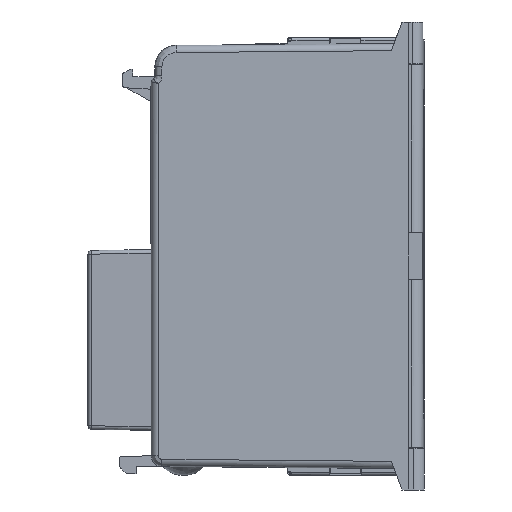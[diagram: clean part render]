
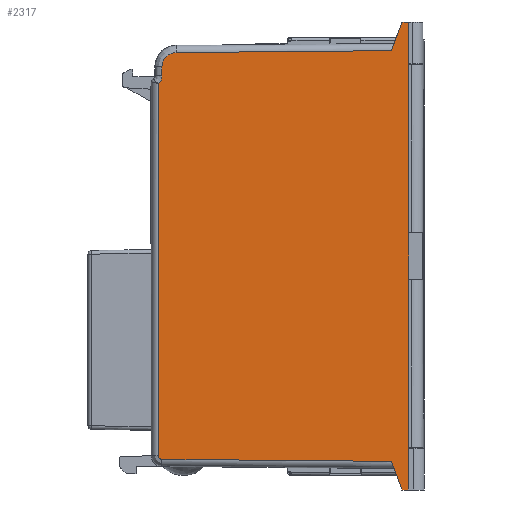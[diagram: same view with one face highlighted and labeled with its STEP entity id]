
A CAD part, left-side view. The second image highlights one B-rep face of the part: STEP entity #2317.
In plain terms, the highlighted planar face has unit normal (-1, 0.009, 0).
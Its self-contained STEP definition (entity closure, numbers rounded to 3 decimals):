
#177=B_SPLINE_CURVE_WITH_KNOTS('',3,(#40904,#40905,#40906,#40907,#40908,
#40909,#40910,#40911,#40912,#40913,#40914,#40915,#40916,#40917,#40918,#40919,
#40920,#40921),.UNSPECIFIED.,.F.,.F.,(4,2,2,2,2,2,2,2,4),(0.,0.125,0.25,
0.375,0.5,0.625,0.75,0.875,1.),.UNSPECIFIED.);
#187=B_SPLINE_CURVE_WITH_KNOTS('',3,(#41481,#41482,#41483,#41484,#41485,
#41486,#41487,#41488,#41489,#41490,#41491,#41492,#41493,#41494,#41495,#41496,
#41497,#41498,#41499,#41500),.UNSPECIFIED.,.F.,.F.,(4,2,2,2,2,2,2,2,2,4),
(0.,0.111,0.222,0.333,0.444,0.556,
0.667,0.778,0.889,1.),.UNSPECIFIED.);
#188=B_SPLINE_CURVE_WITH_KNOTS('',3,(#41504,#41505,#41506,#41507,#41508,
#41509,#41510,#41511,#41512,#41513,#41514,#41515),.UNSPECIFIED.,.F.,.F.,
(4,2,2,2,2,4),(0.,0.2,0.4,0.6,0.8,1.),.UNSPECIFIED.);
#2317=ADVANCED_FACE('',(#3874),#3067,.F.);
#3067=PLANE('',#26960);
#3874=FACE_OUTER_BOUND('',#4819,.T.);
#4819=EDGE_LOOP('',(#9192,#9193,#9194,#9195,#9196,#9197,#9198,#9199,#9200,
#9201,#9202,#9203,#9204,#9205));
#9192=ORIENTED_EDGE('',*,*,#17391,.F.);
#9193=ORIENTED_EDGE('',*,*,#17516,.T.);
#9194=ORIENTED_EDGE('',*,*,#17517,.F.);
#9195=ORIENTED_EDGE('',*,*,#17518,.T.);
#9196=ORIENTED_EDGE('',*,*,#17519,.F.);
#9197=ORIENTED_EDGE('',*,*,#17520,.T.);
#9198=ORIENTED_EDGE('',*,*,#17521,.T.);
#9199=ORIENTED_EDGE('',*,*,#17522,.F.);
#9200=ORIENTED_EDGE('',*,*,#17523,.F.);
#9201=ORIENTED_EDGE('',*,*,#17524,.F.);
#9202=ORIENTED_EDGE('',*,*,#17525,.F.);
#9203=ORIENTED_EDGE('',*,*,#17350,.T.);
#9204=ORIENTED_EDGE('',*,*,#17354,.T.);
#9205=ORIENTED_EDGE('',*,*,#17526,.T.);
#13479=VERTEX_POINT('',#40893);
#13480=VERTEX_POINT('',#40894);
#13483=VERTEX_POINT('',#40922);
#13515=VERTEX_POINT('',#41196);
#13516=VERTEX_POINT('',#41198);
#13520=VERTEX_POINT('',#41207);
#13611=VERTEX_POINT('',#41469);
#13612=VERTEX_POINT('',#41471);
#13613=VERTEX_POINT('',#41474);
#13614=VERTEX_POINT('',#41476);
#13615=VERTEX_POINT('',#41478);
#13616=VERTEX_POINT('',#41480);
#13617=VERTEX_POINT('',#41501);
#13618=VERTEX_POINT('',#41503);
#17350=EDGE_CURVE('',#13479,#13480,#21034,.T.);
#17354=EDGE_CURVE('',#13480,#13483,#177,.T.);
#17391=EDGE_CURVE('',#13515,#13516,#21061,.T.);
#17516=EDGE_CURVE('',#13515,#13611,#21151,.T.);
#17517=EDGE_CURVE('',#13612,#13611,#21152,.T.);
#17518=EDGE_CURVE('',#13612,#13520,#21153,.T.);
#17519=EDGE_CURVE('',#13613,#13520,#21154,.T.);
#17520=EDGE_CURVE('',#13613,#13614,#21155,.T.);
#17521=EDGE_CURVE('',#13614,#13615,#21156,.T.);
#17522=EDGE_CURVE('',#13616,#13615,#21157,.T.);
#17523=EDGE_CURVE('',#13617,#13616,#187,.T.);
#17524=EDGE_CURVE('',#13618,#13617,#21158,.T.);
#17525=EDGE_CURVE('',#13479,#13618,#188,.T.);
#17526=EDGE_CURVE('',#13483,#13516,#21159,.T.);
#21034=LINE('',#40892,#24507);
#21061=LINE('',#41197,#24534);
#21151=LINE('',#41468,#24624);
#21152=LINE('',#41470,#24625);
#21153=LINE('',#41472,#24626);
#21154=LINE('',#41473,#24627);
#21155=LINE('',#41475,#24628);
#21156=LINE('',#41477,#24629);
#21157=LINE('',#41479,#24630);
#21158=LINE('',#41502,#24631);
#21159=LINE('',#41516,#24632);
#24507=VECTOR('',#31555,1.);
#24534=VECTOR('',#31608,1.);
#24624=VECTOR('',#31832,1.);
#24625=VECTOR('',#31833,1.);
#24626=VECTOR('',#31834,1.);
#24627=VECTOR('',#31835,1.);
#24628=VECTOR('',#31836,1.);
#24629=VECTOR('',#31837,1.);
#24630=VECTOR('',#31838,1.);
#24631=VECTOR('',#31839,1.);
#24632=VECTOR('',#31840,1.);
#26960=AXIS2_PLACEMENT_3D('',#41517,#31841,#31842);
#31555=DIRECTION('',(0.,0.,-1.));
#31608=DIRECTION('',(0.003,0.342,0.94));
#31832=DIRECTION('',(-0.009,-1.,0.));
#31833=DIRECTION('',(0.,0.,-1.));
#31834=DIRECTION('',(0.,0.,1.));
#31835=DIRECTION('',(0.,0.,-1.));
#31836=DIRECTION('',(0.009,1.,0.));
#31837=DIRECTION('',(0.003,0.342,-0.94));
#31838=DIRECTION('',(-0.009,-1.,0.009));
#31839=DIRECTION('',(0.,0.,1.));
#31840=DIRECTION('',(-0.009,-1.,-0.009));
#31841=DIRECTION('',(1.,-0.009,0.));
#31842=DIRECTION('',(0.,0.,-1.));
#40892=CARTESIAN_POINT('',(69.148,-14.879,24.124));
#40893=CARTESIAN_POINT('',(69.148,-14.879,24.124));
#40894=CARTESIAN_POINT('',(69.148,-14.879,-27.958));
#40904=CARTESIAN_POINT('',(69.148,-14.879,-27.958));
#40905=CARTESIAN_POINT('',(69.148,-14.879,-27.99));
#40906=CARTESIAN_POINT('',(69.148,-14.882,-28.023));
#40907=CARTESIAN_POINT('',(69.148,-14.894,-28.086));
#40908=CARTESIAN_POINT('',(69.148,-14.904,-28.118));
#40909=CARTESIAN_POINT('',(69.148,-14.929,-28.178));
#40910=CARTESIAN_POINT('',(69.147,-14.944,-28.207));
#40911=CARTESIAN_POINT('',(69.147,-14.98,-28.261));
#40912=CARTESIAN_POINT('',(69.147,-15.001,-28.286));
#40913=CARTESIAN_POINT('',(69.147,-15.047,-28.333));
#40914=CARTESIAN_POINT('',(69.146,-15.072,-28.354));
#40915=CARTESIAN_POINT('',(69.146,-15.126,-28.39));
#40916=CARTESIAN_POINT('',(69.146,-15.154,-28.406));
#40917=CARTESIAN_POINT('',(69.145,-15.215,-28.431));
#40918=CARTESIAN_POINT('',(69.145,-15.246,-28.441));
#40919=CARTESIAN_POINT('',(69.144,-15.309,-28.454));
#40920=CARTESIAN_POINT('',(69.144,-15.341,-28.457));
#40921=CARTESIAN_POINT('',(69.144,-15.374,-28.458));
#40922=CARTESIAN_POINT('',(69.144,-15.374,-28.458));
#41196=CARTESIAN_POINT('',(68.851,-48.955,-32.75));
#41197=CARTESIAN_POINT('',(68.854,-48.612,-31.807));
#41198=CARTESIAN_POINT('',(68.863,-47.495,-28.738));
#41207=CARTESIAN_POINT('',(68.843,-49.887,26.915));
#41468=CARTESIAN_POINT('',(68.826,-51.791,-32.75));
#41469=CARTESIAN_POINT('',(68.843,-49.879,-32.75));
#41470=CARTESIAN_POINT('',(68.843,-49.887,29.111));
#41471=CARTESIAN_POINT('',(68.843,-49.887,-26.915));
#41472=CARTESIAN_POINT('',(68.843,-49.887,-26.915));
#41473=CARTESIAN_POINT('',(68.843,-49.887,29.111));
#41474=CARTESIAN_POINT('',(68.843,-49.887,32.75));
#41475=CARTESIAN_POINT('',(68.848,-49.208,32.75));
#41476=CARTESIAN_POINT('',(68.851,-48.955,32.75));
#41477=CARTESIAN_POINT('',(68.859,-48.043,30.243));
#41478=CARTESIAN_POINT('',(68.863,-47.495,28.738));
#41479=CARTESIAN_POINT('',(69.126,-17.361,28.475));
#41480=CARTESIAN_POINT('',(69.126,-17.361,28.475));
#41481=CARTESIAN_POINT('',(69.144,-15.379,26.475));
#41482=CARTESIAN_POINT('',(69.144,-15.379,26.592));
#41483=CARTESIAN_POINT('',(69.144,-15.389,26.706));
#41484=CARTESIAN_POINT('',(69.143,-15.429,26.934));
#41485=CARTESIAN_POINT('',(69.143,-15.458,27.046));
#41486=CARTESIAN_POINT('',(69.142,-15.537,27.264));
#41487=CARTESIAN_POINT('',(69.142,-15.586,27.369));
#41488=CARTESIAN_POINT('',(69.141,-15.701,27.57));
#41489=CARTESIAN_POINT('',(69.14,-15.767,27.666));
#41490=CARTESIAN_POINT('',(69.139,-15.916,27.844));
#41491=CARTESIAN_POINT('',(69.138,-15.997,27.926));
#41492=CARTESIAN_POINT('',(69.137,-16.174,28.076));
#41493=CARTESIAN_POINT('',(69.136,-16.269,28.143));
#41494=CARTESIAN_POINT('',(69.134,-16.469,28.26));
#41495=CARTESIAN_POINT('',(69.133,-16.574,28.31));
#41496=CARTESIAN_POINT('',(69.131,-16.791,28.39));
#41497=CARTESIAN_POINT('',(69.13,-16.903,28.421));
#41498=CARTESIAN_POINT('',(69.128,-17.13,28.463));
#41499=CARTESIAN_POINT('',(69.127,-17.245,28.474));
#41500=CARTESIAN_POINT('',(69.126,-17.361,28.475));
#41501=CARTESIAN_POINT('',(69.144,-15.379,26.475));
#41502=CARTESIAN_POINT('',(69.144,-15.379,25.242));
#41503=CARTESIAN_POINT('',(69.144,-15.379,25.242));
#41504=CARTESIAN_POINT('',(69.148,-14.879,24.124));
#41505=CARTESIAN_POINT('',(69.147,-14.942,24.181));
#41506=CARTESIAN_POINT('',(69.147,-14.999,24.242));
#41507=CARTESIAN_POINT('',(69.146,-15.104,24.373));
#41508=CARTESIAN_POINT('',(69.146,-15.151,24.443));
#41509=CARTESIAN_POINT('',(69.145,-15.232,24.59));
#41510=CARTESIAN_POINT('',(69.145,-15.267,24.667));
#41511=CARTESIAN_POINT('',(69.144,-15.322,24.826));
#41512=CARTESIAN_POINT('',(69.144,-15.343,24.908));
#41513=CARTESIAN_POINT('',(69.144,-15.371,25.073));
#41514=CARTESIAN_POINT('',(69.144,-15.379,25.157));
#41515=CARTESIAN_POINT('',(69.144,-15.379,25.242));
#41516=CARTESIAN_POINT('',(69.144,-15.374,-28.458));
#41517=CARTESIAN_POINT('',(68.848,-49.208,29.111));
